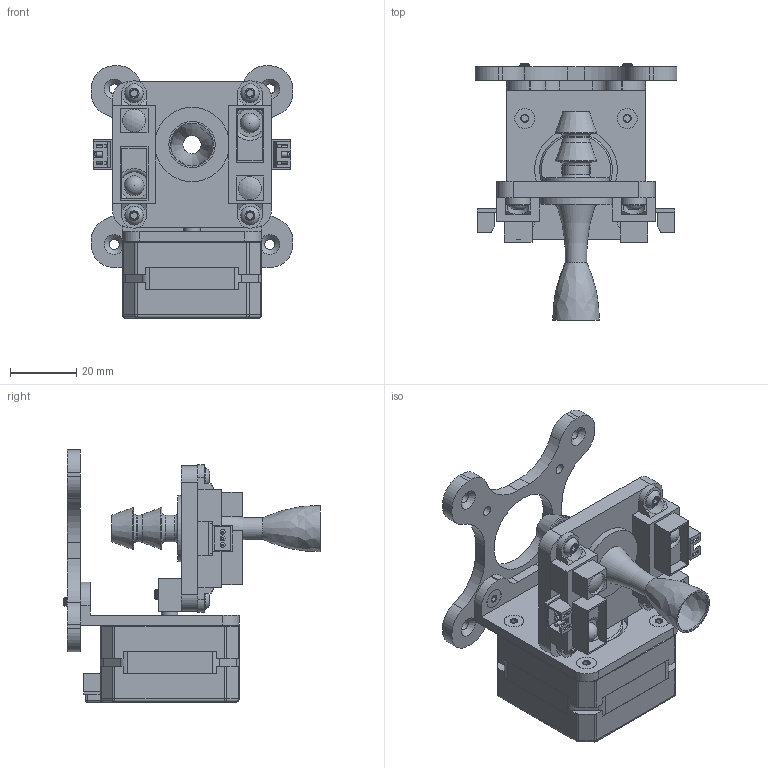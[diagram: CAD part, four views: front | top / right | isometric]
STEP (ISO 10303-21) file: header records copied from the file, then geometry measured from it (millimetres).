
FILE_DESCRIPTION(/* description */ (''),/* implementation_level */ '2;1');
FILE_NAME(/* name */ 'Head Assembly.step',/* time_stamp */ '2022-04-01T17:02:11+02:00',/* author */ (''),/* organization */ (''),/* preprocessor_version */ 'ST-DEVELOPER v18.1',/* originating_system */ 'Autodesk Translation Framework v10.14.0.1471',/* authorisation */ '');
FILE_SCHEMA (('AUTOMOTIVE_DESIGN { 1 0 10303 214 3 1 1 }'));
Length unit declared in the file: millimetre
Products named in the file (25): Głowica; Component1; Component36; NEMA 17 v1; Body; Body001; Body002; Body003; M3x12-Screw; M3x12-Screw004; M3x12-Screw005; M3x12-Screw006; Body004; Body005; Body006; Array; Body007; Body008; Hardware; 92095A177_Button Head Hex Drive Screw; 92125A128_18-8 Stainless Steel Hex Drive Flat Head Screw; 92015A101_18-8 Stainless Steel Cup-Point Set Screw; bracket; Sharp sensor GP2Y0A41SK0F; nozzle
Assembly tree (38 placements, depth 4):
  Głowica
    Component1
    Component36
    NEMA 17 v1
      Body
      Body001
      Body002
      Body003
      M3x12-Screw
      M3x12-Screw004
      M3x12-Screw005
      M3x12-Screw006
      Body004
      Body005
      Body006
      Array
        Body007  x6
      Body008
    Hardware
      92095A177_Button Head Hex Drive Screw  x4
      92125A128_18-8 Stainless Steel Hex Drive Flat Head Screw  x6
      92015A101_18-8 Stainless Steel Cup-Point Set Screw
    bracket
    Sharp sensor GP2Y0A41SK0F  x2
    nozzle
Bounding box: 61 x 77.49 x 76.28 mm (x, y, z)
Volume: 66593.2 mm3; surface area: 49488.9 mm2
Topology: 35 solids, 35 shells, 1233 faces, 3107 edges, 1981 vertices
Faces by surface type: plane 585, cylinder 428, cone 150, bspline 30, sphere 22, torus 18
Full cylindrical faces by diameter (mm): 1.5 x6, 2.35 x109, 3 x141, 3.2 x4, 5 x2, 5.6 x4, 5.7 x4, 6 x8, 6.2 x4, 6.4 x2, 7 x2, 7.5 x1, 8 x2, 8.45 x2, 13.006 x1, 15 x3, 20 x2, 21 x2, 22 x1, 22.5 x1, 25 x2, 25.6 x1, 27.872 x1, 30 x1
Entity records: 29429 total; most frequent: CARTESIAN_POINT 11341, DIRECTION 3608, ORIENTED_EDGE 3580, EDGE_CURVE 1790, AXIS2_PLACEMENT_3D 1319, VERTEX_POINT 1157, LINE 970, VECTOR 970
